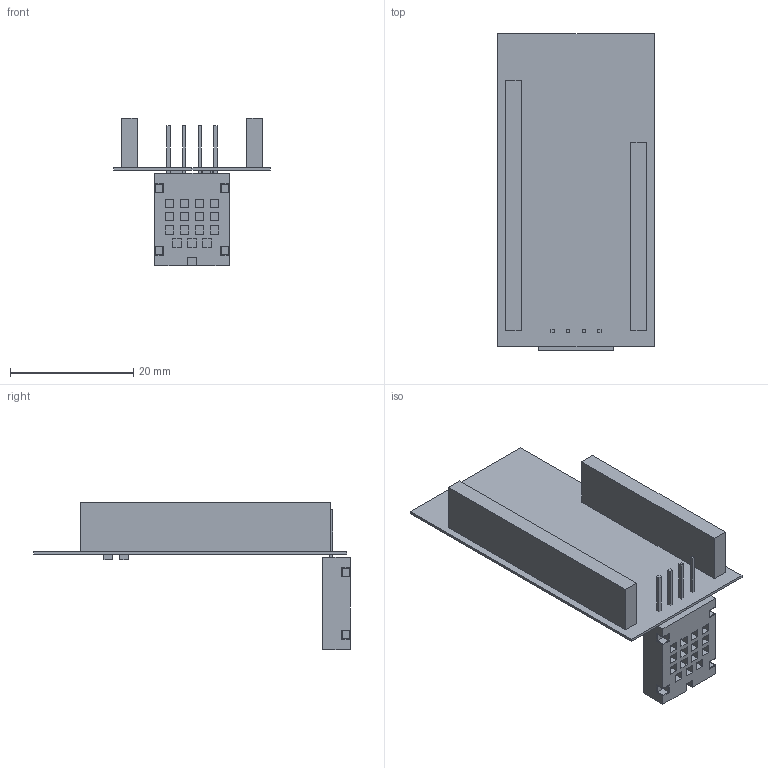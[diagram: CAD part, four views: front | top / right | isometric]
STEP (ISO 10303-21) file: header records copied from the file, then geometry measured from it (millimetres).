
FILE_DESCRIPTION(('Open CASCADE Model'),'2;1');
FILE_NAME('Open CASCADE Shape Model','2024-06-05T22:04:01',('Author'),( 'Open CASCADE'),'Open CASCADE STEP processor 6.8','Open CASCADE 6.8' ,'Unknown');
FILE_SCHEMA(('AUTOMOTIVE_DESIGN { 1 0 10303 214 1 1 1 1 }'));
Length unit declared in the file: millimetre
Products named in the file (21): PCB; Board; Open CASCADE STEP translator 6.8 1.1.1; R2; Resistor_0805_v1; R1; IC2; AM2320; IC1; -1647413912; Extruded; -1647410152; C2; -1647413232; C1
Assembly tree (22 placements, depth 4):
  PCB
    Board
      Open CASCADE STEP translator 6.8 1.1.1
    R2
      Resistor_0805_v1
    R1
      Resistor_0805_v1
    IC2
      AM2320
      AM2320
      AM2320
      AM2320
      AM2320
    IC1
      -1647413912
        Extruded
      -1647410152
        Extruded
    C2
      -1647413232
        Extruded
    C1
      -1647413232
        Extruded
Bounding box: 25.4 x 51.41 x 23.91 mm (x, y, z)
Volume: 2759 mm3; surface area: 5069.1 mm2
Topology: 28 solids, 28 shells, 509 faces, 1244 edges, 806 vertices
Faces by surface type: bspline 262, plane 243, cylinder 4
Entity records: 14779 total; most frequent: CARTESIAN_POINT 6260, ORIENTED_EDGE 1646, DIRECTION 995, EDGE_CURVE 823, VERTEX_POINT 532, LINE 501, VECTOR 501, FACE_BOUND 365
